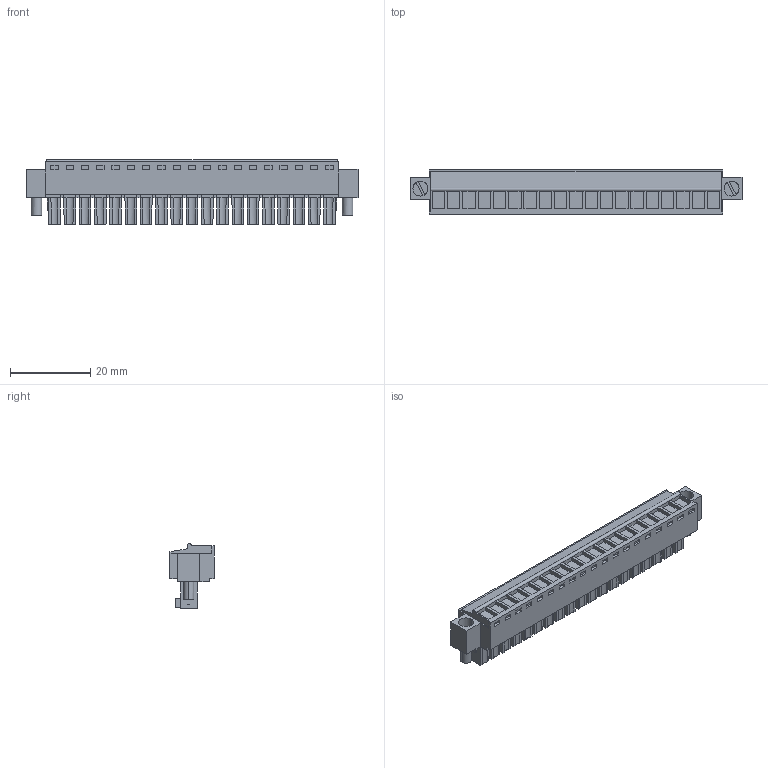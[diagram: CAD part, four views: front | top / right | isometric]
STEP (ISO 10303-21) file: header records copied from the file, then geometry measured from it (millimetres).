
FILE_DESCRIPTION(('CATIA V5 STEP','CAx-IF Rec.Pracs.--- Model Styling and Organization---1.2---2011-12-15'),'2;1');
FILE_NAME ('D1459745_0_1941180000_1941180000.stp','2017-04-14T13:26:00+00:00',('none'),('Weidmueller'),'CATIA Version 5-6 Release 2014','CATIA V5 STEP AP214','none');
FILE_SCHEMA(('AUTOMOTIVE_DESIGN { 1 0 10303 214 1 1 1 1 }'));
Length unit declared in the file: millimetre
Products named in the file (1): 1941180000
Bounding box: 82.78 x 11.1 x 16.1 mm (x, y, z)
Volume: 7801.4 mm3; surface area: 7245.9 mm2
Topology: 22 solids, 22 shells, 976 faces, 2443 edges, 1610 vertices
Faces by surface type: plane 807, cylinder 169
Entity records: 26614 total; most frequent: CARTESIAN_POINT 5068, ORIENTED_EDGE 4886, DIRECTION 3466, EDGE_CURVE 2443, VECTOR 1983, LINE 1983, VERTEX_POINT 1610, EDGE_LOOP 1079
